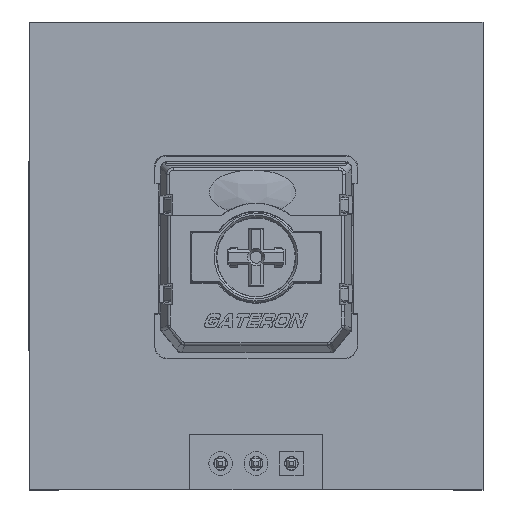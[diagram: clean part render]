
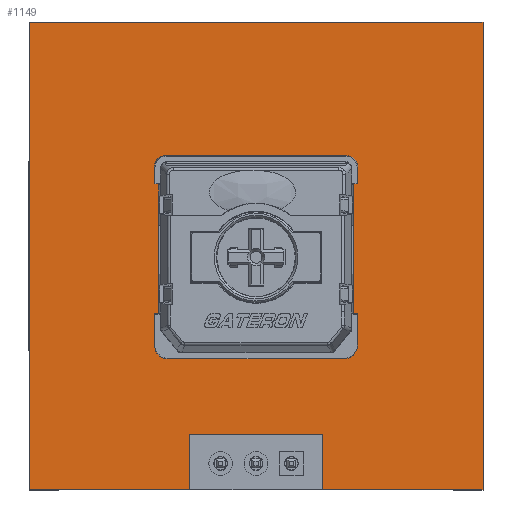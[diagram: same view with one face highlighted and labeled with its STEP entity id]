
A CAD part, top view. The second image highlights one B-rep face of the part: STEP entity #1149.
In plain terms, the highlighted planar face has unit normal (0, 0, 1).
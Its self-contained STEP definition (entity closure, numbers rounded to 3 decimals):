
#329=CARTESIAN_POINT('',(8.,0.1,3.71));
#330=VERTEX_POINT('',#329);
#337=CARTESIAN_POINT('',(-3.5,0.1,3.71));
#338=VERTEX_POINT('',#337);
#339=CARTESIAN_POINT('',(8.,0.1,3.71));
#340=DIRECTION('',(-1.,0.,0.));
#341=VECTOR('',#340,11.5);
#342=LINE('',#339,#341);
#343=EDGE_CURVE('',#330,#338,#342,.T.);
#430=CARTESIAN_POINT('',(29.1,0.1,3.71));
#431=VERTEX_POINT('',#430);
#438=CARTESIAN_POINT('',(17.6,0.1,3.71));
#439=VERTEX_POINT('',#438);
#440=CARTESIAN_POINT('',(29.1,0.1,3.71));
#441=DIRECTION('',(-1.,0.,0.));
#442=VECTOR('',#441,11.5);
#443=LINE('',#440,#442);
#444=EDGE_CURVE('',#431,#439,#443,.T.);
#540=CARTESIAN_POINT('',(-3.5,33.7,3.71));
#541=VERTEX_POINT('',#540);
#542=CARTESIAN_POINT('',(-3.5,0.1,3.71));
#543=DIRECTION('',(0.,1.,0.));
#544=VECTOR('',#543,33.6);
#545=LINE('',#542,#544);
#546=EDGE_CURVE('',#338,#541,#545,.T.);
#703=CARTESIAN_POINT('',(29.1,33.7,3.71));
#704=VERTEX_POINT('',#703);
#705=CARTESIAN_POINT('',(-3.5,33.7,3.71));
#706=DIRECTION('',(1.,0.,-0.));
#707=VECTOR('',#706,32.6);
#708=LINE('',#705,#707);
#709=EDGE_CURVE('',#541,#704,#708,.T.);
#929=CARTESIAN_POINT('',(29.1,33.7,3.71));
#930=DIRECTION('',(0.,-1.,0.));
#931=VECTOR('',#930,33.6);
#932=LINE('',#929,#931);
#933=EDGE_CURVE('',#704,#431,#932,.T.);
#1081=CARTESIAN_POINT('',(12.8,16.9,3.71));
#1082=DIRECTION('',(0.,0.,-1.));
#1083=DIRECTION('',(-1.,0.,0.));
#1084=AXIS2_PLACEMENT_3D('',#1081,#1082,#1083);
#1085=PLANE('',#1084);
#1086=CARTESIAN_POINT('',(5.801,9.8,3.71));
#1087=VERTEX_POINT('',#1086);
#1088=CARTESIAN_POINT('',(5.801,23.8,3.71));
#1089=VERTEX_POINT('',#1088);
#1090=CARTESIAN_POINT('',(5.801,9.8,3.71));
#1091=DIRECTION('',(0.,1.,0.));
#1092=VECTOR('',#1091,14.);
#1093=LINE('',#1090,#1092);
#1094=EDGE_CURVE('',#1087,#1089,#1093,.T.);
#1095=ORIENTED_EDGE('',*,*,#1094,.T.);
#1096=CARTESIAN_POINT('',(19.801,23.8,3.71));
#1097=VERTEX_POINT('',#1096);
#1098=CARTESIAN_POINT('',(5.801,23.8,3.71));
#1099=DIRECTION('',(1.,-0.,0.));
#1100=VECTOR('',#1099,14.);
#1101=LINE('',#1098,#1100);
#1102=EDGE_CURVE('',#1089,#1097,#1101,.T.);
#1103=ORIENTED_EDGE('',*,*,#1102,.T.);
#1104=CARTESIAN_POINT('',(19.801,9.8,3.71));
#1105=VERTEX_POINT('',#1104);
#1106=CARTESIAN_POINT('',(19.801,23.8,3.71));
#1107=DIRECTION('',(0.,-1.,0.));
#1108=VECTOR('',#1107,14.);
#1109=LINE('',#1106,#1108);
#1110=EDGE_CURVE('',#1097,#1105,#1109,.T.);
#1111=ORIENTED_EDGE('',*,*,#1110,.T.);
#1112=CARTESIAN_POINT('',(19.801,9.8,3.71));
#1113=DIRECTION('',(-1.,0.,0.));
#1114=VECTOR('',#1113,14.);
#1115=LINE('',#1112,#1114);
#1116=EDGE_CURVE('',#1105,#1087,#1115,.T.);
#1117=ORIENTED_EDGE('',*,*,#1116,.T.);
#1118=EDGE_LOOP('',(#1095,#1103,#1111,#1117));
#1119=FACE_BOUND('',#1118,.T.);
#1120=CARTESIAN_POINT('',(8.,4.1,3.71));
#1121=VERTEX_POINT('',#1120);
#1122=CARTESIAN_POINT('',(17.6,4.1,3.71));
#1123=VERTEX_POINT('',#1122);
#1124=CARTESIAN_POINT('',(8.,4.1,3.71));
#1125=DIRECTION('',(1.,0.,-0.));
#1126=VECTOR('',#1125,9.6);
#1127=LINE('',#1124,#1126);
#1128=EDGE_CURVE('',#1121,#1123,#1127,.T.);
#1129=ORIENTED_EDGE('',*,*,#1128,.T.);
#1130=CARTESIAN_POINT('',(17.6,4.1,3.71));
#1131=DIRECTION('',(0.,-1.,0.));
#1132=VECTOR('',#1131,4.);
#1133=LINE('',#1130,#1132);
#1134=EDGE_CURVE('',#1123,#439,#1133,.T.);
#1135=ORIENTED_EDGE('',*,*,#1134,.T.);
#1136=ORIENTED_EDGE('',*,*,#444,.F.);
#1137=ORIENTED_EDGE('',*,*,#933,.F.);
#1138=ORIENTED_EDGE('',*,*,#709,.F.);
#1139=ORIENTED_EDGE('',*,*,#546,.F.);
#1140=ORIENTED_EDGE('',*,*,#343,.F.);
#1141=CARTESIAN_POINT('',(8.,0.1,3.71));
#1142=DIRECTION('',(0.,1.,0.));
#1143=VECTOR('',#1142,4.);
#1144=LINE('',#1141,#1143);
#1145=EDGE_CURVE('',#330,#1121,#1144,.T.);
#1146=ORIENTED_EDGE('',*,*,#1145,.T.);
#1147=EDGE_LOOP('',(#1129,#1135,#1136,#1137,#1138,#1139,#1140,#1146));
#1148=FACE_BOUND('',#1147,.T.);
#1149=ADVANCED_FACE('',(#1119,#1148),#1085,.F.);
